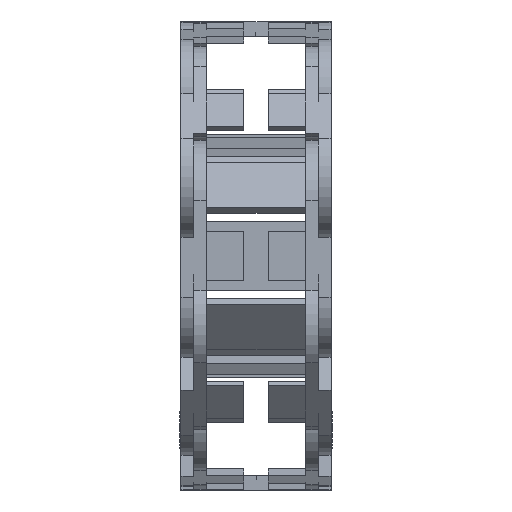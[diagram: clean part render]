
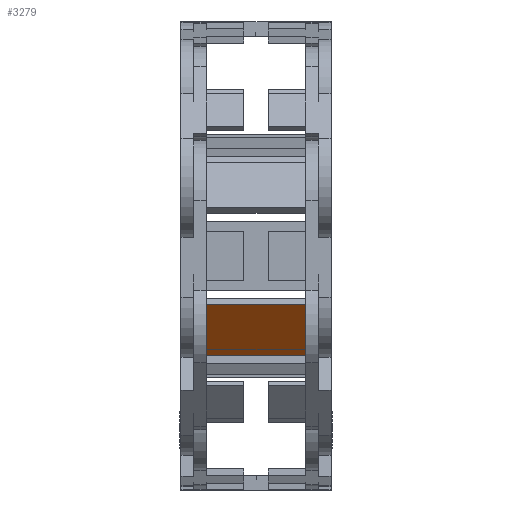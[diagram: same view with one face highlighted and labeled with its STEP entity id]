
A CAD part, left-side view. The second image highlights one B-rep face of the part: STEP entity #3279.
In plain terms, the highlighted planar face has unit normal (-0.745, 0, -0.667).
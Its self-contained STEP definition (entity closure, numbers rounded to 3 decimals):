
#3279=ADVANCED_FACE('',(#7733),#7734,.F.);
#7733=FACE_OUTER_BOUND('',#14039,.T.);
#7734=PLANE('',#14040);
#14039=EDGE_LOOP('',(#21062,#21063,#21064,#21065,#21066,#21067));
#14040=AXIS2_PLACEMENT_3D('',#21068,#21069,#21070);
#21062=ORIENTED_EDGE('',*,*,#39158,.T.);
#21063=ORIENTED_EDGE('',*,*,#39159,.F.);
#21064=ORIENTED_EDGE('',*,*,#39152,.F.);
#21065=ORIENTED_EDGE('',*,*,#39146,.F.);
#21066=ORIENTED_EDGE('',*,*,#39134,.F.);
#21067=ORIENTED_EDGE('',*,*,#39160,.F.);
#21068=CARTESIAN_POINT('',(-640.203,8.0,16.128));
#21069=DIRECTION('',(0.745,-0.0,0.667));
#21070=DIRECTION('',(0.0,1.0,0.0));
#39134=EDGE_CURVE('',#46744,#46752,#46754,.T.);
#39146=EDGE_CURVE('',#46752,#46771,#46772,.T.);
#39152=EDGE_CURVE('',#46771,#46781,#46782,.T.);
#39158=EDGE_CURVE('',#46788,#46789,#46790,.T.);
#39159=EDGE_CURVE('',#46781,#46789,#46791,.T.);
#39160=EDGE_CURVE('',#46788,#46744,#46792,.T.);
#46744=VERTEX_POINT('',#57916);
#46752=VERTEX_POINT('',#57925);
#46754=LINE('',#57928,#57929);
#46771=VERTEX_POINT('',#57952);
#46772=LINE('',#57953,#57954);
#46781=VERTEX_POINT('',#57967);
#46782=LINE('',#57968,#57969);
#46788=VERTEX_POINT('',#57975);
#46789=VERTEX_POINT('',#57976);
#46790=LINE('',#57977,#57978);
#46791=LINE('',#57979,#57980);
#46792=LINE('',#57981,#57982);
#57916=CARTESIAN_POINT('',(-637.007,0.0,12.56));
#57925=CARTESIAN_POINT('',(-636.533,0.0,12.031));
#57928=CARTESIAN_POINT('',(-640.203,0.0,16.128));
#57929=VECTOR('',#72411,1.0);
#57952=CARTESIAN_POINT('',(-636.533,16.0,12.031));
#57953=CARTESIAN_POINT('',(-636.533,8.0,12.031));
#57954=VECTOR('',#72424,1.0);
#57967=CARTESIAN_POINT('',(-637.007,16.0,12.56));
#57968=CARTESIAN_POINT('',(-640.203,16.0,16.128));
#57969=VECTOR('',#72429,1.0);
#57975=CARTESIAN_POINT('',(-643.872,0.0,20.225));
#57976=CARTESIAN_POINT('',(-643.872,16.0,20.225));
#57977=CARTESIAN_POINT('',(-643.872,8.0,20.225));
#57978=VECTOR('',#72439,1.0);
#57979=CARTESIAN_POINT('',(-640.203,16.0,16.128));
#57980=VECTOR('',#72440,1.0);
#57981=CARTESIAN_POINT('',(-640.203,0.0,16.128));
#57982=VECTOR('',#72441,1.0);
#72411=DIRECTION('',(0.667,-0.0,-0.745));
#72424=DIRECTION('',(0.0,1.0,0.0));
#72429=DIRECTION('',(-0.667,0.0,0.745));
#72439=DIRECTION('',(0.0,1.0,0.0));
#72440=DIRECTION('',(-0.667,0.0,0.745));
#72441=DIRECTION('',(0.667,-0.0,-0.745));
